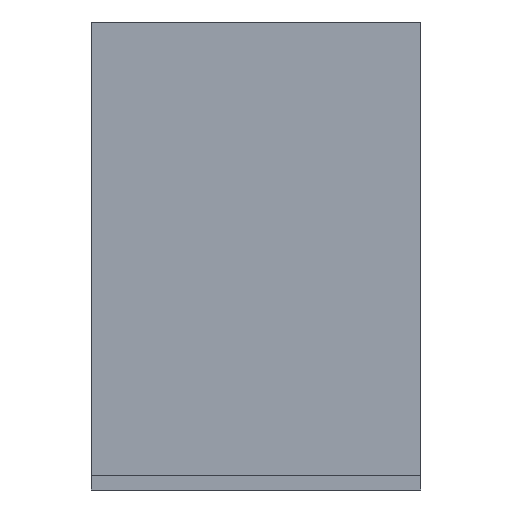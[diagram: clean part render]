
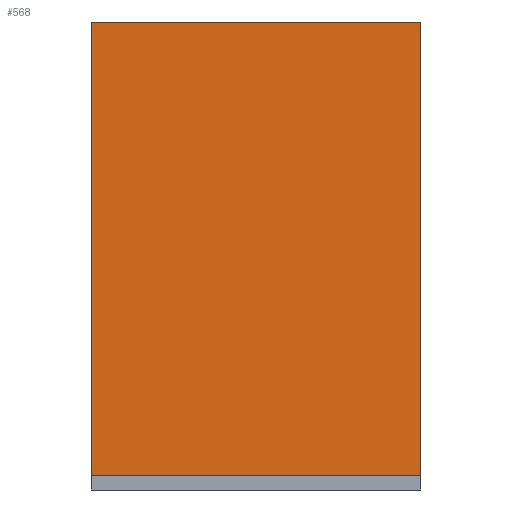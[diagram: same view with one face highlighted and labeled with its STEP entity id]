
A CAD part, left-side view. The second image highlights one B-rep face of the part: STEP entity #568.
In plain terms, the highlighted planar face has unit normal (-1, 0, 0).
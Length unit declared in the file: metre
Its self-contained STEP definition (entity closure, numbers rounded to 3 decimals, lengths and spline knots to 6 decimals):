
#568=ADVANCED_FACE('0:124',(#1184),#1185,.T.);
#1184=FACE_OUTER_BOUND('',#1936,.T.);
#1185=PLANE('',#1937);
#1936=EDGE_LOOP('',(#2909,#2910,#2911,#2912));
#1937=AXIS2_PLACEMENT_3D('',#2913,#2914,#2915);
#2909=ORIENTED_EDGE('',*,*,#4560,.F.);
#2910=ORIENTED_EDGE('',*,*,#4550,.F.);
#2911=ORIENTED_EDGE('',*,*,#4561,.T.);
#2912=ORIENTED_EDGE('',*,*,#4557,.T.);
#2913=CARTESIAN_POINT('',(-0.087,0.0225,0.062));
#2914=DIRECTION('',(-1.0,0.0,0.));
#2915=DIRECTION('',(0.,0.0,1.0));
#4550=EDGE_CURVE('0:334',#5352,#5348,#5354,.T.);
#4557=EDGE_CURVE('0:349',#5364,#5362,#5365,.T.);
#4560=EDGE_CURVE('0:355',#5348,#5362,#5368,.T.);
#4561=EDGE_CURVE('0:358',#5352,#5364,#5369,.T.);
#5348=VERTEX_POINT('NONE',#6579);
#5352=VERTEX_POINT('NONE',#6585);
#5354=LINE('',#6588,#6589);
#5362=VERTEX_POINT('NONE',#6600);
#5364=VERTEX_POINT('NONE',#6603);
#5365=LINE('',#6604,#6605);
#5368=LINE('',#6609,#6610);
#5369=LINE('',#6611,#6612);
#6579=CARTESIAN_POINT('',(-0.087,-0.0225,0.064));
#6585=CARTESIAN_POINT('',(-0.087,0.0225,0.064));
#6588=CARTESIAN_POINT('',(-0.087,0.0225,0.064));
#6589=VECTOR('',#8031,1.0);
#6600=CARTESIAN_POINT('',(-0.087,-0.0225,0.002));
#6603=CARTESIAN_POINT('',(-0.087,0.0225,0.002));
#6604=CARTESIAN_POINT('',(-0.087,0.0225,0.002));
#6605=VECTOR('',#8036,1.0);
#6609=CARTESIAN_POINT('',(-0.087,-0.0225,0.062));
#6610=VECTOR('',#8038,1.0);
#6611=CARTESIAN_POINT('',(-0.087,0.0225,0.062));
#6612=VECTOR('',#8039,1.0);
#8031=DIRECTION('',(0.0,-1.0,0.0));
#8036=DIRECTION('',(0.0,-1.0,0.0));
#8038=DIRECTION('',(0.,0.0,-1.0));
#8039=DIRECTION('',(-0.0,0.0,-1.0));
